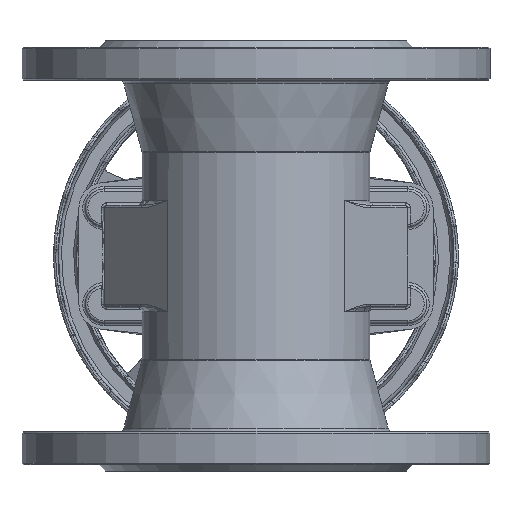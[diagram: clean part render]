
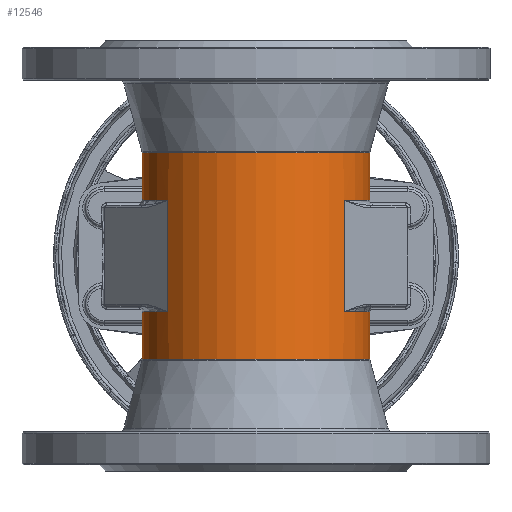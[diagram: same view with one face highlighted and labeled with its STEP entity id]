
A CAD part, front view. The second image highlights one B-rep face of the part: STEP entity #12546.
In plain terms, the highlighted cylindrical face has radius 45 mm (diameter 90 mm), a full revolution.
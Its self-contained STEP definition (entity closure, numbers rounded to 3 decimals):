
#1262=CYLINDRICAL_SURFACE('',#13463,45.);
#1478=LINE('',#17930,#2046);
#1479=LINE('',#17934,#2047);
#1480=LINE('',#17938,#2048);
#1481=LINE('',#17943,#2049);
#1482=LINE('',#17947,#2050);
#1483=LINE('',#17951,#2051);
#1484=LINE('',#17955,#2052);
#1485=LINE('',#17959,#2053);
#2046=VECTOR('',#14773,45.);
#2047=VECTOR('',#14776,10.);
#2048=VECTOR('',#14779,45.);
#2049=VECTOR('',#14784,10.);
#2050=VECTOR('',#14787,10.);
#2051=VECTOR('',#14790,10.);
#2052=VECTOR('',#14793,10.);
#2053=VECTOR('',#14796,10.);
#2634=FACE_OUTER_BOUND('',#3398,.T.);
#3398=EDGE_LOOP('',(#7952,#7953,#7954,#7955,#7956,#7957,#7958,#7959,#7960,
#7961,#7962,#7963,#7964,#7965,#7966,#7967,#7968,#7969,#7970,#7971,#7972));
#4225=CIRCLE('',#13458,45.);
#4226=CIRCLE('',#13459,45.);
#4229=CIRCLE('',#13464,45.);
#4230=CIRCLE('',#13465,45.);
#4231=CIRCLE('',#13466,45.);
#4232=CIRCLE('',#13467,45.);
#4233=CIRCLE('',#13468,45.);
#4234=CIRCLE('',#13469,45.);
#4235=CIRCLE('',#13470,45.);
#4236=CIRCLE('',#13471,45.);
#4237=CIRCLE('',#13472,45.);
#4874=VERTEX_POINT('',#17917);
#4875=VERTEX_POINT('',#17919);
#4878=VERTEX_POINT('',#17929);
#4879=VERTEX_POINT('',#17931);
#4880=VERTEX_POINT('',#17933);
#4881=VERTEX_POINT('',#17935);
#4882=VERTEX_POINT('',#17937);
#4883=VERTEX_POINT('',#17940);
#4884=VERTEX_POINT('',#17942);
#4885=VERTEX_POINT('',#17944);
#4886=VERTEX_POINT('',#17946);
#4887=VERTEX_POINT('',#17948);
#4888=VERTEX_POINT('',#17950);
#4889=VERTEX_POINT('',#17952);
#4890=VERTEX_POINT('',#17954);
#4891=VERTEX_POINT('',#17956);
#4892=VERTEX_POINT('',#17958);
#6042=EDGE_CURVE('',#4874,#4875,#4225,.T.);
#6043=EDGE_CURVE('',#4875,#4874,#4226,.T.);
#6047=EDGE_CURVE('',#4875,#4878,#1478,.T.);
#6048=EDGE_CURVE('',#4878,#4879,#4229,.T.);
#6049=EDGE_CURVE('',#4880,#4879,#1479,.T.);
#6050=EDGE_CURVE('',#4881,#4880,#4230,.T.);
#6051=EDGE_CURVE('',#4881,#4882,#1480,.T.);
#6052=EDGE_CURVE('',#4882,#4882,#4231,.T.);
#6053=EDGE_CURVE('',#4883,#4881,#4232,.T.);
#6054=EDGE_CURVE('',#4884,#4883,#1481,.T.);
#6055=EDGE_CURVE('',#4885,#4884,#4233,.T.);
#6056=EDGE_CURVE('',#4886,#4885,#1482,.T.);
#6057=EDGE_CURVE('',#4887,#4886,#4234,.T.);
#6058=EDGE_CURVE('',#4887,#4888,#1483,.T.);
#6059=EDGE_CURVE('',#4888,#4889,#4235,.T.);
#6060=EDGE_CURVE('',#4889,#4890,#1484,.T.);
#6061=EDGE_CURVE('',#4890,#4891,#4236,.T.);
#6062=EDGE_CURVE('',#4891,#4892,#1485,.T.);
#6063=EDGE_CURVE('',#4892,#4878,#4237,.T.);
#7952=ORIENTED_EDGE('',*,*,#6043,.F.);
#7953=ORIENTED_EDGE('',*,*,#6047,.T.);
#7954=ORIENTED_EDGE('',*,*,#6048,.T.);
#7955=ORIENTED_EDGE('',*,*,#6049,.F.);
#7956=ORIENTED_EDGE('',*,*,#6050,.F.);
#7957=ORIENTED_EDGE('',*,*,#6051,.T.);
#7958=ORIENTED_EDGE('',*,*,#6052,.F.);
#7959=ORIENTED_EDGE('',*,*,#6051,.F.);
#7960=ORIENTED_EDGE('',*,*,#6053,.F.);
#7961=ORIENTED_EDGE('',*,*,#6054,.F.);
#7962=ORIENTED_EDGE('',*,*,#6055,.F.);
#7963=ORIENTED_EDGE('',*,*,#6056,.F.);
#7964=ORIENTED_EDGE('',*,*,#6057,.F.);
#7965=ORIENTED_EDGE('',*,*,#6058,.T.);
#7966=ORIENTED_EDGE('',*,*,#6059,.T.);
#7967=ORIENTED_EDGE('',*,*,#6060,.T.);
#7968=ORIENTED_EDGE('',*,*,#6061,.T.);
#7969=ORIENTED_EDGE('',*,*,#6062,.T.);
#7970=ORIENTED_EDGE('',*,*,#6063,.T.);
#7971=ORIENTED_EDGE('',*,*,#6047,.F.);
#7972=ORIENTED_EDGE('',*,*,#6042,.F.);
#12546=ADVANCED_FACE('',(#2634),#1262,.T.);
#13458=AXIS2_PLACEMENT_3D('',#17920,#14760,#14761);
#13459=AXIS2_PLACEMENT_3D('',#17921,#14762,#14763);
#13463=AXIS2_PLACEMENT_3D('',#17928,#14771,#14772);
#13464=AXIS2_PLACEMENT_3D('',#17932,#14774,#14775);
#13465=AXIS2_PLACEMENT_3D('',#17936,#14777,#14778);
#13466=AXIS2_PLACEMENT_3D('',#17939,#14780,#14781);
#13467=AXIS2_PLACEMENT_3D('',#17941,#14782,#14783);
#13468=AXIS2_PLACEMENT_3D('',#17945,#14785,#14786);
#13469=AXIS2_PLACEMENT_3D('',#17949,#14788,#14789);
#13470=AXIS2_PLACEMENT_3D('',#17953,#14791,#14792);
#13471=AXIS2_PLACEMENT_3D('',#17957,#14794,#14795);
#13472=AXIS2_PLACEMENT_3D('',#17960,#14797,#14798);
#14760=DIRECTION('center_axis',(0.,0.,-1.));
#14761=DIRECTION('ref_axis',(-1.,0.,0.));
#14762=DIRECTION('center_axis',(0.,0.,-1.));
#14763=DIRECTION('ref_axis',(-1.,0.,0.));
#14771=DIRECTION('center_axis',(0.,0.,-1.));
#14772=DIRECTION('ref_axis',(-1.,0.,0.));
#14773=DIRECTION('',(0.,0.,1.));
#14774=DIRECTION('center_axis',(0.,0.,-1.));
#14775=DIRECTION('ref_axis',(0.971,0.24,0.));
#14776=DIRECTION('',(0.,0.,-1.));
#14777=DIRECTION('center_axis',(0.,0.,-1.));
#14778=DIRECTION('ref_axis',(0.971,0.24,0.));
#14779=DIRECTION('',(0.,0.,1.));
#14780=DIRECTION('center_axis',(0.,0.,1.));
#14781=DIRECTION('ref_axis',(-1.,0.,0.));
#14782=DIRECTION('center_axis',(0.,0.,-1.));
#14783=DIRECTION('ref_axis',(0.971,0.24,0.));
#14784=DIRECTION('',(0.,0.,-1.));
#14785=DIRECTION('center_axis',(0.,0.,
-1.));
#14786=DIRECTION('ref_axis',(0.,1.,0.));
#14787=DIRECTION('',(0.,0.,1.));
#14788=DIRECTION('center_axis',(0.,0.,-1.));
#14789=DIRECTION('ref_axis',(-0.971,0.24,0.));
#14790=DIRECTION('',(0.,0.,-1.));
#14791=DIRECTION('center_axis',(0.,0.,-1.));
#14792=DIRECTION('ref_axis',(-0.971,0.24,0.));
#14793=DIRECTION('',(0.,0.,-1.));
#14794=DIRECTION('center_axis',(0.,0.,
-1.));
#14795=DIRECTION('ref_axis',(0.,1.,0.));
#14796=DIRECTION('',(0.,0.,1.));
#14797=DIRECTION('center_axis',(0.,0.,-1.));
#14798=DIRECTION('ref_axis',(0.971,0.24,0.));
#17917=CARTESIAN_POINT('',(-45.,0.,-123.737));
#17919=CARTESIAN_POINT('',(45.,0.,-123.737));
#17920=CARTESIAN_POINT('Origin',(0.,0.,-123.737));
#17921=CARTESIAN_POINT('Origin',(0.,0.,-123.737));
#17928=CARTESIAN_POINT('Origin',(0.,0.,-18.));
#17929=CARTESIAN_POINT('',(45.,0.,-105.));
#17930=CARTESIAN_POINT('',(45.,0.,-18.));
#17931=CARTESIAN_POINT('',(34.815,-28.512,-105.));
#17932=CARTESIAN_POINT('Origin',(0.,0.,-105.));
#17933=CARTESIAN_POINT('',(34.815,-28.512,-61.));
#17934=CARTESIAN_POINT('',(34.815,-28.512,-18.));
#17935=CARTESIAN_POINT('',(45.,0.,-61.));
#17936=CARTESIAN_POINT('Origin',(0.,0.,-61.));
#17937=CARTESIAN_POINT('',(45.,0.,-42.263));
#17938=CARTESIAN_POINT('',(45.,0.,-18.));
#17939=CARTESIAN_POINT('Origin',(0.,0.,-42.263));
#17940=CARTESIAN_POINT('',(18.67,40.944,-61.));
#17941=CARTESIAN_POINT('Origin',(0.,0.,-61.));
#17942=CARTESIAN_POINT('',(18.67,40.944,-57.));
#17943=CARTESIAN_POINT('',(18.67,40.944,-18.));
#17944=CARTESIAN_POINT('',(-18.67,40.944,-57.));
#17945=CARTESIAN_POINT('Origin',(0.,0.,-57.));
#17946=CARTESIAN_POINT('',(-18.67,40.944,-61.));
#17947=CARTESIAN_POINT('',(-18.67,40.944,-18.));
#17948=CARTESIAN_POINT('',(-34.815,-28.512,-61.));
#17949=CARTESIAN_POINT('Origin',(0.,0.,-61.));
#17950=CARTESIAN_POINT('',(-34.815,-28.512,-105.));
#17951=CARTESIAN_POINT('',(-34.815,-28.512,-18.));
#17952=CARTESIAN_POINT('',(-18.67,40.944,-105.));
#17953=CARTESIAN_POINT('Origin',(0.,0.,-105.));
#17954=CARTESIAN_POINT('',(-18.67,40.944,-109.));
#17955=CARTESIAN_POINT('',(-18.67,40.944,-148.));
#17956=CARTESIAN_POINT('',(18.67,40.944,-109.));
#17957=CARTESIAN_POINT('Origin',(0.,0.,-109.));
#17958=CARTESIAN_POINT('',(18.67,40.944,-105.));
#17959=CARTESIAN_POINT('',(18.67,40.944,-148.));
#17960=CARTESIAN_POINT('Origin',(0.,0.,-105.));
